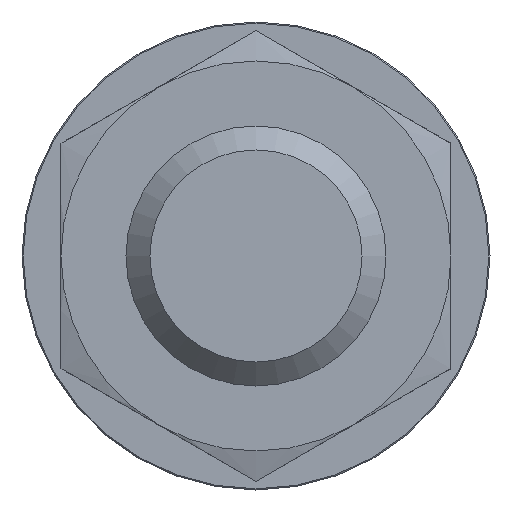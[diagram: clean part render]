
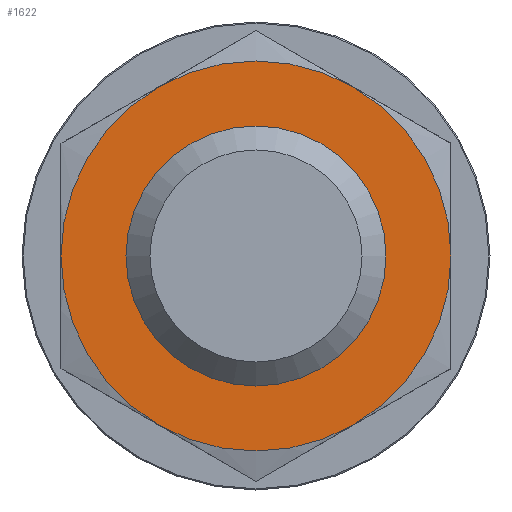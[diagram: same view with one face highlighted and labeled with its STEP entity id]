
A CAD part, left-side view. The second image highlights one B-rep face of the part: STEP entity #1622.
In plain terms, the highlighted planar face has unit normal (-1, 0, 0).
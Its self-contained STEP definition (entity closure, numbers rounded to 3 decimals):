
#104=CARTESIAN_POINT('',(33.72,-5.0,0.));
#105=VERTEX_POINT('',#104);
#106=CARTESIAN_POINT('',(33.72,0.0,0.0));
#107=DIRECTION('',(-1.0,0.0,0.0));
#108=DIRECTION('',(0.0,1.0,0.0));
#109=AXIS2_PLACEMENT_3D('',#106,#107,#108);
#110=CIRCLE('',#109,5.0);
#111=EDGE_CURVE('',#105,#105,#110,.T.);
#862=CARTESIAN_POINT('',(33.72,-3.75,6.495));
#863=VERTEX_POINT('',#862);
#946=CARTESIAN_POINT('',(33.72,-3.75,-6.495));
#947=VERTEX_POINT('',#946);
#1021=CARTESIAN_POINT('',(33.72,-7.5,0.0));
#1022=VERTEX_POINT('',#1021);
#1102=CARTESIAN_POINT('',(33.72,3.75,-6.495));
#1103=VERTEX_POINT('',#1102);
#1177=CARTESIAN_POINT('',(33.72,7.5,0.));
#1178=VERTEX_POINT('',#1177);
#1250=CARTESIAN_POINT('',(33.72,3.75,6.495));
#1251=VERTEX_POINT('',#1250);
#1390=CARTESIAN_POINT('',(33.72,0.0,0.0));
#1391=DIRECTION('',(-1.0,0.0,0.0));
#1392=DIRECTION('',(0.0,1.0,0.0));
#1393=AXIS2_PLACEMENT_3D('',#1390,#1391,#1392);
#1394=CIRCLE('',#1393,7.5);
#1395=EDGE_CURVE('',#1022,#863,#1394,.T.);
#1407=CARTESIAN_POINT('',(33.72,0.0,0.0));
#1408=DIRECTION('',(-1.0,0.0,0.0));
#1409=DIRECTION('',(0.0,1.0,0.0));
#1410=AXIS2_PLACEMENT_3D('',#1407,#1408,#1409);
#1411=CIRCLE('',#1410,7.5);
#1412=EDGE_CURVE('',#863,#1251,#1411,.T.);
#1424=CARTESIAN_POINT('',(33.72,0.0,0.0));
#1425=DIRECTION('',(-1.0,0.0,0.0));
#1426=DIRECTION('',(0.0,1.0,0.0));
#1427=AXIS2_PLACEMENT_3D('',#1424,#1425,#1426);
#1428=CIRCLE('',#1427,7.5);
#1429=EDGE_CURVE('',#1251,#1178,#1428,.T.);
#1442=CARTESIAN_POINT('',(33.72,0.0,0.0));
#1443=DIRECTION('',(-1.0,0.0,0.0));
#1444=DIRECTION('',(0.0,1.0,0.0));
#1445=AXIS2_PLACEMENT_3D('',#1442,#1443,#1444);
#1446=CIRCLE('',#1445,7.5);
#1447=EDGE_CURVE('',#1178,#1103,#1446,.T.);
#1459=CARTESIAN_POINT('',(33.72,0.0,0.0));
#1460=DIRECTION('',(-1.0,0.0,0.0));
#1461=DIRECTION('',(0.0,1.0,0.0));
#1462=AXIS2_PLACEMENT_3D('',#1459,#1460,#1461);
#1463=CIRCLE('',#1462,7.5);
#1464=EDGE_CURVE('',#1103,#947,#1463,.T.);
#1476=CARTESIAN_POINT('',(33.72,0.0,0.0));
#1477=DIRECTION('',(-1.0,0.0,0.0));
#1478=DIRECTION('',(0.0,1.0,0.0));
#1479=AXIS2_PLACEMENT_3D('',#1476,#1477,#1478);
#1480=CIRCLE('',#1479,7.5);
#1481=EDGE_CURVE('',#947,#1022,#1480,.T.);
#1606=CARTESIAN_POINT('',(33.72,6.25,0.));
#1607=DIRECTION('',(-1.0,0.0,0.0));
#1608=DIRECTION('',(0.0,0.0,1.0));
#1609=AXIS2_PLACEMENT_3D('',#1606,#1607,#1608);
#1610=PLANE('',#1609);
#1611=ORIENTED_EDGE('',*,*,#1447,.T.);
#1612=ORIENTED_EDGE('',*,*,#1464,.T.);
#1613=ORIENTED_EDGE('',*,*,#1481,.T.);
#1614=ORIENTED_EDGE('',*,*,#1395,.T.);
#1615=ORIENTED_EDGE('',*,*,#1412,.T.);
#1616=ORIENTED_EDGE('',*,*,#1429,.T.);
#1617=EDGE_LOOP('',(#1611,#1612,#1613,#1614,#1615,#1616));
#1618=FACE_OUTER_BOUND('',#1617,.T.);
#1619=ORIENTED_EDGE('',*,*,#111,.F.);
#1620=EDGE_LOOP('',(#1619));
#1621=FACE_BOUND('',#1620,.T.);
#1622=ADVANCED_FACE('',(#1618,#1621),#1610,.T.);
